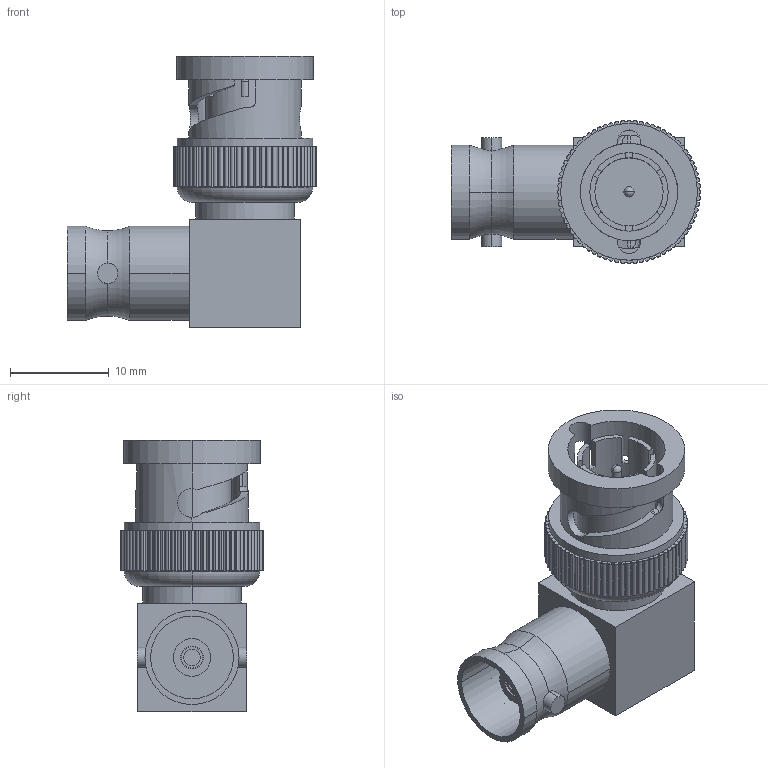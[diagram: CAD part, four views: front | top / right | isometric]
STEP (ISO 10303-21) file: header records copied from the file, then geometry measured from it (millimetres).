
FILE_DESCRIPTION (( 'STEP AP203' ), '1' );
FILE_NAME ('BA240.STEP', '2006-06-30T19:24:41', ( ' ' ), ( ' ' ), 'SwSTEP 2.0', 'SolidWorks 2005354', '' );
FILE_SCHEMA (( 'CONFIG_CONTROL_DESIGN' ));
Length unit declared in the file: inch
Products named in the file (1): BA240
Bounding box: 25.21 x 14.48 x 27.48 mm (x, y, z)
Volume: 2899.2 mm3; surface area: 3476.3 mm2
Topology: 1 solids, 1 shells, 357 faces, 1027 edges, 681 vertices
Faces by surface type: plane 196, cylinder 145, bspline 8, torus 6, sphere 2
Entity records: 12672 total; most frequent: CARTESIAN_POINT 3078, ORIENTED_EDGE 2046, DIRECTION 1981, EDGE_CURVE 1023, VERTEX_POINT 679, AXIS2_PLACEMENT_3D 670, VECTOR 641, LINE 641
